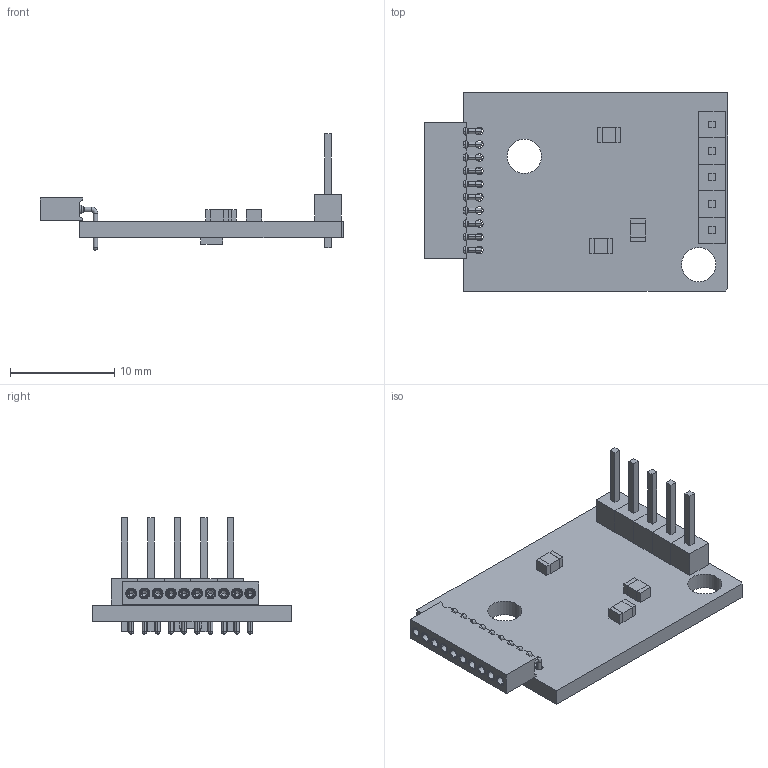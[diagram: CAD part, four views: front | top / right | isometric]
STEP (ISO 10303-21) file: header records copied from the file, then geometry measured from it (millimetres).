
FILE_DESCRIPTION(('Open CASCADE Model'),'2;1');
FILE_NAME('Open CASCADE Shape Model','2019-12-18T09:31:15',('Author'),( 'Open CASCADE'),'Open CASCADE STEP processor 6.8','Open CASCADE 6.8' ,'Unknown');
FILE_SCHEMA(('AUTOMOTIVE_DESIGN { 1 0 10303 214 1 1 1 1 }'));
Length unit declared in the file: millimetre
Products named in the file (26): PCB; Board; R4; 6245853184; Extruded; 6245853376; C1; 6245852800; 6245852992; J1; mill-max-P851-93-010-20-001000; mill-max-P851-93-010-20-001000_4890_4890-1-00-53-00-00-03-4; mill-max-P851-93-010-20-001000_P8XX-18-013-02-000000_
P810-18-013-02-000000; R2; J2; SamtecTSW-07_5x1; SamtecTSWpin; SamtecTSWbody; U1; 6233229056; 6245852032
Assembly tree (47 placements, depth 4):
  PCB
    Board
    R4
      6245853184  x2
        Extruded
      6245853376
        Extruded
    C1
      6245852800  x2
        Extruded
      6245852992
        Extruded
    J1
      mill-max-P851-93-010-20-001000
        mill-max-P851-93-010-20-001000_4890_4890-1-00-53-00-00-03-4  x10
        mill-max-P851-93-010-20-001000_P8XX-18-013-02-000000_
P810-18-013-02-000000
    R2
      6245853184  x2
        Extruded
      6245853376
        Extruded
    J2
      SamtecTSW-07_5x1
        SamtecTSWpin  x5
        SamtecTSWbody  x5
    U1
      6233229056
        Extruded
      6245852032
        Extruded
Bounding box: 29.18 x 19.05 x 11.17 mm (x, y, z)
Volume: 944.6 mm3; surface area: 2153.6 mm2
Topology: 33 solids, 33 shells, 776 faces, 1900 edges, 1180 vertices
Faces by surface type: plane 369, cylinder 177, cone 170, torus 40, sphere 20
Full cylindrical faces by diameter (mm): 0.73 x10, 1.016 x5, 3.302 x2
Entity records: 8502 total; most frequent: CARTESIAN_POINT 1459, DIRECTION 1351, ORIENTED_EDGE 1314, EDGE_CURVE 657, LINE 511, VECTOR 511, VERTEX_POINT 432, AXIS2_PLACEMENT_3D 420
